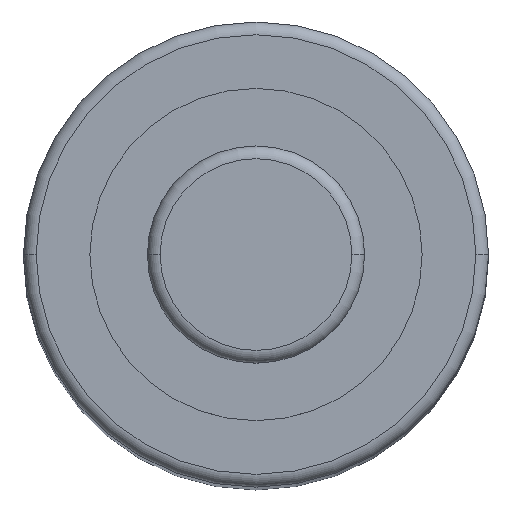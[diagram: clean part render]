
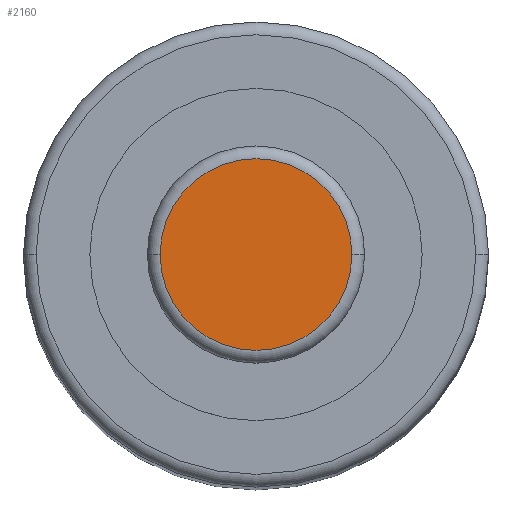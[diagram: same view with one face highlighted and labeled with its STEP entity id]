
A CAD part, top view. The second image highlights one B-rep face of the part: STEP entity #2160.
In plain terms, the highlighted planar face has unit normal (0, 0, 1).
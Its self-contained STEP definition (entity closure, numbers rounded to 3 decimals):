
#67 = TOROIDAL_SURFACE('',#68,3.75,0.5);
#68 = AXIS2_PLACEMENT_3D('',#69,#70,#71);
#69 = CARTESIAN_POINT('',(-28.874,15.272,64.65));
#70 = DIRECTION('',(0.,0.,1.));
#71 = DIRECTION('',(1.,0.,0.));
#294 = VERTEX_POINT('',#295);
#295 = CARTESIAN_POINT('',(-32.624,15.272,65.15));
#332 = TOROIDAL_SURFACE('',#333,3.75,0.5);
#333 = AXIS2_PLACEMENT_3D('',#334,#335,#336);
#334 = CARTESIAN_POINT('',(-28.874,15.272,64.65));
#335 = DIRECTION('',(0.,0.,1.));
#336 = DIRECTION('',(1.,0.,0.));
#366 = EDGE_CURVE('',#367,#294,#369,.T.);
#367 = VERTEX_POINT('',#368);
#368 = CARTESIAN_POINT('',(-25.124,15.272,65.15));
#369 = SURFACE_CURVE('',#370,(#375,#404),.PCURVE_S1.);
#370 = CIRCLE('',#371,3.75);
#371 = AXIS2_PLACEMENT_3D('',#372,#373,#374);
#372 = CARTESIAN_POINT('',(-28.874,15.272,65.15));
#373 = DIRECTION('',(0.,0.,1.));
#374 = DIRECTION('',(1.,0.,0.));
#375 = PCURVE('',#67,#376);
#376 = DEFINITIONAL_REPRESENTATION('',(#377),#403);
#377 = B_SPLINE_CURVE_WITH_KNOTS('',3,(#378,#379,#380,#381,#382,#383,
    #384,#385,#386,#387,#388,#389,#390,#391,#392,#393,#394,#395,#396,
    #397,#398,#399,#400,#401,#402),.UNSPECIFIED.,.F.,.F.,(4,1,1,1,1,1,1,
    1,1,1,1,1,1,1,1,1,1,1,1,1,1,1,4),(0.,0.143,
    0.286,0.428,0.571,0.714,
    0.857,1.,1.142,1.285,
    1.428,1.571,1.714,1.856,
    1.999,2.142,2.285,2.428,
    2.57,2.713,2.856,2.999,
    3.142),.QUASI_UNIFORM_KNOTS.);
#378 = CARTESIAN_POINT('',(0.,1.571));
#379 = CARTESIAN_POINT('',(0.048,1.571));
#380 = CARTESIAN_POINT('',(0.143,1.571));
#381 = CARTESIAN_POINT('',(0.286,1.571));
#382 = CARTESIAN_POINT('',(0.428,1.571));
#383 = CARTESIAN_POINT('',(0.571,1.571));
#384 = CARTESIAN_POINT('',(0.714,1.571));
#385 = CARTESIAN_POINT('',(0.857,1.571));
#386 = CARTESIAN_POINT('',(1.,1.571));
#387 = CARTESIAN_POINT('',(1.142,1.571));
#388 = CARTESIAN_POINT('',(1.285,1.571));
#389 = CARTESIAN_POINT('',(1.428,1.571));
#390 = CARTESIAN_POINT('',(1.571,1.571));
#391 = CARTESIAN_POINT('',(1.714,1.571));
#392 = CARTESIAN_POINT('',(1.856,1.571));
#393 = CARTESIAN_POINT('',(1.999,1.571));
#394 = CARTESIAN_POINT('',(2.142,1.571));
#395 = CARTESIAN_POINT('',(2.285,1.571));
#396 = CARTESIAN_POINT('',(2.428,1.571));
#397 = CARTESIAN_POINT('',(2.57,1.571));
#398 = CARTESIAN_POINT('',(2.713,1.571));
#399 = CARTESIAN_POINT('',(2.856,1.571));
#400 = CARTESIAN_POINT('',(2.999,1.571));
#401 = CARTESIAN_POINT('',(3.094,1.571));
#402 = CARTESIAN_POINT('',(3.142,1.571));
#403 = ( GEOMETRIC_REPRESENTATION_CONTEXT(2) 
PARAMETRIC_REPRESENTATION_CONTEXT() REPRESENTATION_CONTEXT('2D SPACE',''
  ) );
#404 = PCURVE('',#405,#410);
#405 = PLANE('',#406);
#406 = AXIS2_PLACEMENT_3D('',#407,#408,#409);
#407 = CARTESIAN_POINT('',(-28.874,15.272,65.15));
#408 = DIRECTION('',(0.,0.,1.));
#409 = DIRECTION('',(1.,0.,0.));
#410 = DEFINITIONAL_REPRESENTATION('',(#411),#415);
#411 = CIRCLE('',#412,3.75);
#412 = AXIS2_PLACEMENT_2D('',#413,#414);
#413 = CARTESIAN_POINT('',(0.,0.));
#414 = DIRECTION('',(1.,0.));
#415 = ( GEOMETRIC_REPRESENTATION_CONTEXT(2) 
PARAMETRIC_REPRESENTATION_CONTEXT() REPRESENTATION_CONTEXT('2D SPACE',''
  ) );
#2160 = ADVANCED_FACE('',(#2161),#405,.T.);
#2161 = FACE_BOUND('',#2162,.T.);
#2162 = EDGE_LOOP('',(#2163,#2164));
#2163 = ORIENTED_EDGE('',*,*,#366,.T.);
#2164 = ORIENTED_EDGE('',*,*,#2165,.T.);
#2165 = EDGE_CURVE('',#294,#367,#2166,.T.);
#2166 = SURFACE_CURVE('',#2167,(#2172,#2179),.PCURVE_S1.);
#2167 = CIRCLE('',#2168,3.75);
#2168 = AXIS2_PLACEMENT_3D('',#2169,#2170,#2171);
#2169 = CARTESIAN_POINT('',(-28.874,15.272,65.15));
#2170 = DIRECTION('',(0.,0.,1.));
#2171 = DIRECTION('',(1.,0.,0.));
#2172 = PCURVE('',#405,#2173);
#2173 = DEFINITIONAL_REPRESENTATION('',(#2174),#2178);
#2174 = CIRCLE('',#2175,3.75);
#2175 = AXIS2_PLACEMENT_2D('',#2176,#2177);
#2176 = CARTESIAN_POINT('',(0.,0.));
#2177 = DIRECTION('',(1.,0.));
#2178 = ( GEOMETRIC_REPRESENTATION_CONTEXT(2) 
PARAMETRIC_REPRESENTATION_CONTEXT() REPRESENTATION_CONTEXT('2D SPACE',''
  ) );
#2179 = PCURVE('',#332,#2180);
#2180 = DEFINITIONAL_REPRESENTATION('',(#2181),#2207);
#2181 = B_SPLINE_CURVE_WITH_KNOTS('',3,(#2182,#2183,#2184,#2185,#2186,
    #2187,#2188,#2189,#2190,#2191,#2192,#2193,#2194,#2195,#2196,#2197,
    #2198,#2199,#2200,#2201,#2202,#2203,#2204,#2205,#2206),
  .UNSPECIFIED.,.F.,.F.,(4,1,1,1,1,1,1,1,1,1,1,1,1,1,1,1,1,1,1,1,1,1,4),
  (3.142,3.284,3.427,3.57,
    3.713,3.856,3.998,4.141,
    4.284,4.427,4.57,4.712,
    4.855,4.998,5.141,5.284,
    5.426,5.569,5.712,5.855,
    5.998,6.14,6.283),.QUASI_UNIFORM_KNOTS.);
#2182 = CARTESIAN_POINT('',(3.142,1.571));
#2183 = CARTESIAN_POINT('',(3.189,1.571));
#2184 = CARTESIAN_POINT('',(3.284,1.571));
#2185 = CARTESIAN_POINT('',(3.427,1.571));
#2186 = CARTESIAN_POINT('',(3.57,1.571));
#2187 = CARTESIAN_POINT('',(3.713,1.571));
#2188 = CARTESIAN_POINT('',(3.856,1.571));
#2189 = CARTESIAN_POINT('',(3.998,1.571));
#2190 = CARTESIAN_POINT('',(4.141,1.571));
#2191 = CARTESIAN_POINT('',(4.284,1.571));
#2192 = CARTESIAN_POINT('',(4.427,1.571));
#2193 = CARTESIAN_POINT('',(4.57,1.571));
#2194 = CARTESIAN_POINT('',(4.712,1.571));
#2195 = CARTESIAN_POINT('',(4.855,1.571));
#2196 = CARTESIAN_POINT('',(4.998,1.571));
#2197 = CARTESIAN_POINT('',(5.141,1.571));
#2198 = CARTESIAN_POINT('',(5.284,1.571));
#2199 = CARTESIAN_POINT('',(5.426,1.571));
#2200 = CARTESIAN_POINT('',(5.569,1.571));
#2201 = CARTESIAN_POINT('',(5.712,1.571));
#2202 = CARTESIAN_POINT('',(5.855,1.571));
#2203 = CARTESIAN_POINT('',(5.998,1.571));
#2204 = CARTESIAN_POINT('',(6.14,1.571));
#2205 = CARTESIAN_POINT('',(6.236,1.571));
#2206 = CARTESIAN_POINT('',(6.283,1.571));
#2207 = ( GEOMETRIC_REPRESENTATION_CONTEXT(2) 
PARAMETRIC_REPRESENTATION_CONTEXT() REPRESENTATION_CONTEXT('2D SPACE',''
  ) );
